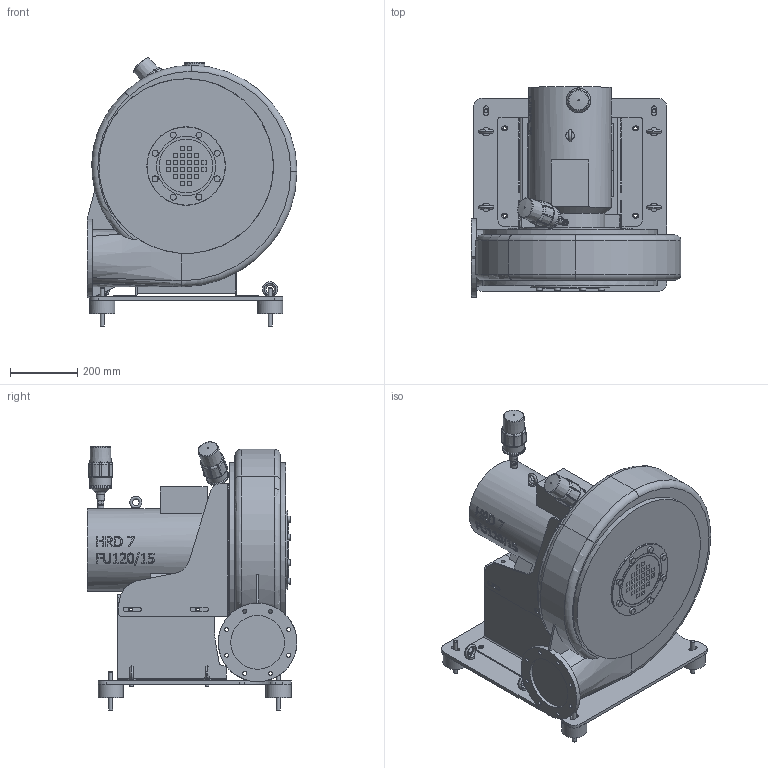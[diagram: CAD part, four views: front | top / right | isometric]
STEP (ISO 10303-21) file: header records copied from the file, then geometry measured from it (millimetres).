
FILE_DESCRIPTION((''),'2;1');
FILE_NAME('AttTemp.stp','2013-08-27T08:49:37',('Kraft'),(''),'Autodesk Inventor 2012','Autodesk Inventor 2012','');
FILE_SCHEMA(('AUTOMOTIVE_DESIGN { 1 0 10303 214 1 1 1 1 }'));
Length unit declared in the file: millimetre
Products named in the file (1): 01-TB-14581
Bounding box: 625 x 625 x 799.4 mm (x, y, z)
Volume: 80372793 mm3; surface area: 3383398.6 mm2
Topology: 1 solids, 21 shells, 1570 faces, 3872 edges, 2420 vertices
Faces by surface type: plane 711, bspline 339, cylinder 264, cone 152, torus 86, revolution 16, sphere 2
Full cylindrical faces by diameter (mm): 5.5 x2, 5.6 x2, 6 x1, 6.5 x2, 6.6 x2, 8 x2, 8.1 x2, 8.376 x8, 8.38 x8, 10 x5, 10.106 x4, 11.445 x3, 11.5 x8, 12 x12, 12.5 x8, 13.135 x2, 13.157 x1, 13.16 x1, 14 x4, 15 x2, 16 x1, 17 x1, 17.8 x8, 19.5 x1, 20 x2, 24 x2, 25 x1, 32 x1, 63 x4, 67.6 x2
Entity records: 55259 total; most frequent: CARTESIAN_POINT 19137, ORIENTED_EDGE 7120, DIRECTION 6645, EDGE_CURVE 3560, AXIS2_PLACEMENT_3D 2492, VERTEX_POINT 2334, EDGE_LOOP 2004, VECTOR 1645
